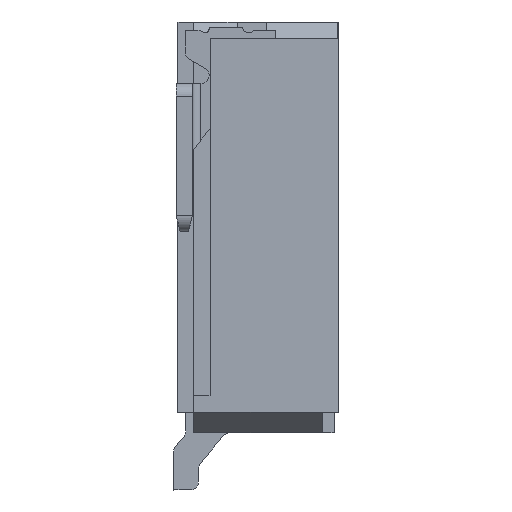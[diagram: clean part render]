
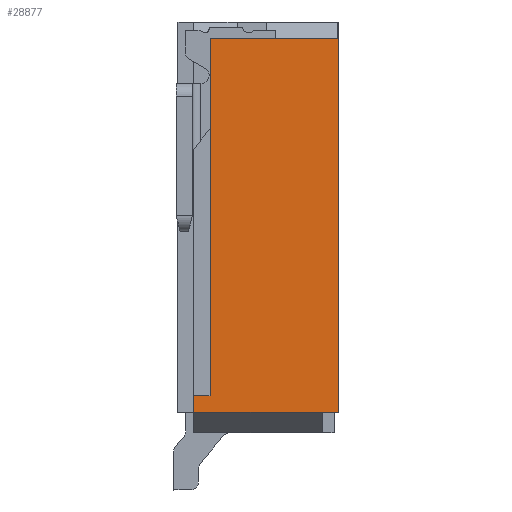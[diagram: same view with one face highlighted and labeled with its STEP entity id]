
A CAD part, front view. The second image highlights one B-rep face of the part: STEP entity #28877.
In plain terms, the highlighted planar face has unit normal (0, -1, 0).
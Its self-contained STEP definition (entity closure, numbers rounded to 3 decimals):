
#21594=DIRECTION('',(0.,0.,1.));
#21595=VECTOR('',#21594,4.55);
#21596=CARTESIAN_POINT('',(1.95,-14.15,0.25));
#21597=LINE('',#21596,#21595);
#22431=DIRECTION('',(-1.,0.,0.));
#22432=VECTOR('',#22431,1.56);
#22433=CARTESIAN_POINT('',(1.95,-14.15,4.8));
#22434=LINE('',#22433,#22432);
#22447=DIRECTION('',(-1.,0.,0.));
#22448=VECTOR('',#22447,0.19);
#22449=CARTESIAN_POINT('',(1.95,-14.15,0.25));
#22450=LINE('',#22449,#22448);
#22451=DIRECTION('',(-1.,0.,0.));
#22452=VECTOR('',#22451,1.57);
#22453=CARTESIAN_POINT('',(1.76,-14.15,0.25));
#22454=LINE('',#22453,#22452);
#22455=DIRECTION('',(0.,0.,1.));
#22456=VECTOR('',#22455,0.2);
#22457=CARTESIAN_POINT('',(0.19,-14.15,0.25));
#22458=LINE('',#22457,#22456);
#22467=DIRECTION('',(0.,0.,-1.));
#22468=VECTOR('',#22467,4.35);
#22469=CARTESIAN_POINT('',(0.39,-14.15,4.8));
#22470=LINE('',#22469,#22468);
#23744=DIRECTION('',(-1.,0.,0.));
#23745=VECTOR('',#23744,0.2);
#23746=CARTESIAN_POINT('',(0.39,-14.15,0.45));
#23747=LINE('',#23746,#23745);
#24895=CARTESIAN_POINT('',(1.95,-14.15,0.25));
#24896=CARTESIAN_POINT('',(1.95,-14.15,4.8));
#24897=VERTEX_POINT('',#24895);
#24898=VERTEX_POINT('',#24896);
#24913=CARTESIAN_POINT('',(1.76,-14.15,0.25));
#24914=VERTEX_POINT('',#24913);
#25179=CARTESIAN_POINT('',(0.39,-14.15,4.8));
#25180=VERTEX_POINT('',#25179);
#25185=CARTESIAN_POINT('',(0.39,-14.15,0.45));
#25186=VERTEX_POINT('',#25185);
#25187=CARTESIAN_POINT('',(0.19,-14.15,0.25));
#25188=VERTEX_POINT('',#25187);
#25189=CARTESIAN_POINT('',(0.19,-14.15,0.45));
#25190=VERTEX_POINT('',#25189);
#28859=CARTESIAN_POINT('',(1.07,-14.15,2.525));
#28860=DIRECTION('',(0.,1.,0.));
#28861=DIRECTION('',(0.,0.,-1.));
#28862=AXIS2_PLACEMENT_3D('',#28859,#28860,#28861);
#28863=PLANE('',#28862);
#28865=ORIENTED_EDGE('',*,*,#28864,.F.);
#28866=ORIENTED_EDGE('',*,*,#28848,.F.);
#28867=ORIENTED_EDGE('',*,*,#27681,.F.);
#28868=ORIENTED_EDGE('',*,*,#27718,.T.);
#28870=ORIENTED_EDGE('',*,*,#28869,.T.);
#28872=ORIENTED_EDGE('',*,*,#28871,.T.);
#28874=ORIENTED_EDGE('',*,*,#28873,.F.);
#28875=EDGE_LOOP('',(#28865,#28866,#28867,#28868,#28870,#28872,#28874));
#28876=FACE_OUTER_BOUND('',#28875,.F.);
#27681=EDGE_CURVE('',#24897,#24898,#21597,.T.);
#27718=EDGE_CURVE('',#24897,#24914,#22450,.T.);
#28848=EDGE_CURVE('',#24898,#25180,#22434,.T.);
#28864=EDGE_CURVE('',#25180,#25186,#22470,.T.);
#28869=EDGE_CURVE('',#24914,#25188,#22454,.T.);
#28871=EDGE_CURVE('',#25188,#25190,#22458,.T.);
#28873=EDGE_CURVE('',#25186,#25190,#23747,.T.);
#28877=ADVANCED_FACE('',(#28876),#28863,.F.);
